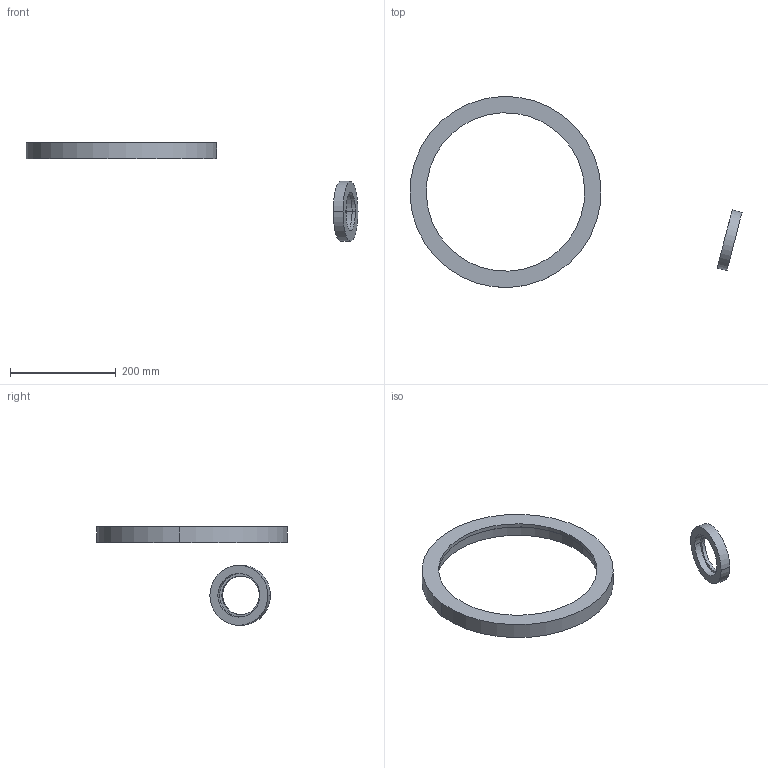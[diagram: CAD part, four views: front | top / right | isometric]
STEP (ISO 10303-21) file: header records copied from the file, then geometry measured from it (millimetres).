
FILE_DESCRIPTION(('Open CASCADE Model'),'2;1');
FILE_NAME('Open CASCADE Shape Model','2012-03-30T15:35:17',('Author'),( 'Open CASCADE'),'Open CASCADE STEP processor 6.5','Open CASCADE 6.5' ,'Unknown');
FILE_SCHEMA(('AUTOMOTIVE_DESIGN_CC2 { 1 2 10303 214 -1 1 5 4 }'));
Length unit declared in the file: millimetre
Products named in the file (2): Open CASCADE STEP translator 6.5 1; Open CASCADE STEP translator 6.5 2
Bounding box: 628.68 x 361.66 x 186.75 mm (x, y, z)
Volume: 964733.7 mm3; surface area: 149519.9 mm2
Topology: 2 solids, 2 shells, 20 faces, 40 edges, 26 vertices
Faces by surface type: cylinder 12, plane 6, cone 2
Entity records: 1702 total; most frequent: CARTESIAN_POINT 911, DIRECTION 128, ORIENTED_EDGE 80, PCURVE 80, DEFINITIONAL_REPRESENTATION 80, B_SPLINE_CURVE_WITH_KNOTS 58, AXIS2_PLACEMENT_3D 47, CIRCLE 46
